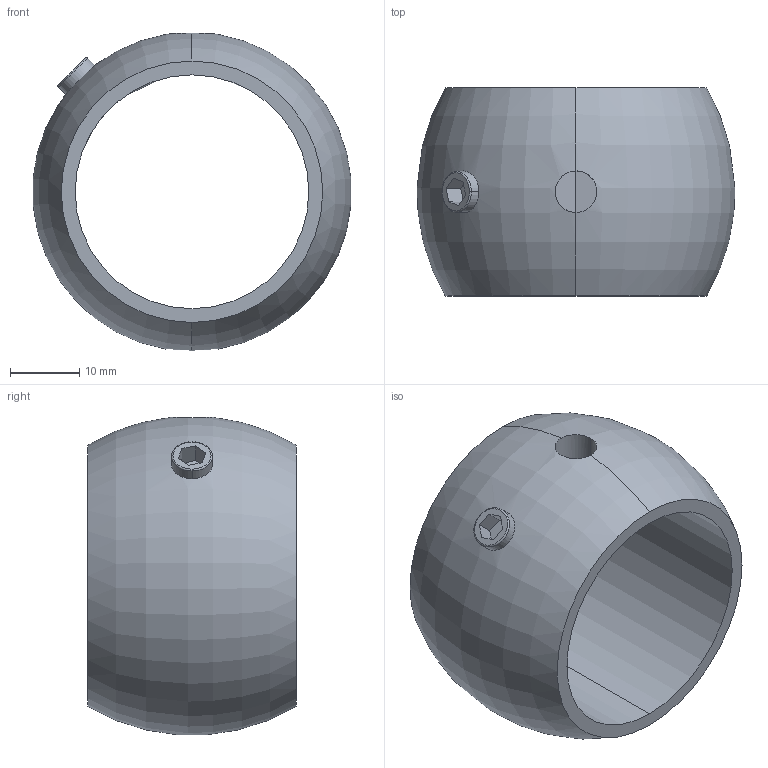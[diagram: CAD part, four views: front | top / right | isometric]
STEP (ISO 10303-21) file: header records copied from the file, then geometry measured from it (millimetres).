
FILE_DESCRIPTION (( 'STEP AP203' ), '1' );
FILE_NAME ('3D_GC2084_33.7_188702660.STEP', '2024-10-15T10:15:43', ( '' ), ( '' ), 'SwSTEP 2.0', 'SolidWorks 2024', '' );
FILE_SCHEMA (( 'CONFIG_CONTROL_DESIGN' ));
Length unit declared in the file: millimetre
Products named in the file (1): 3D_GC2084_33.7_188702660
Bounding box: 45.83 x 30 x 45.76 mm (x, y, z)
Volume: 17374.9 mm3; surface area: 8223.4 mm2
Topology: 2 solids, 2 shells, 27 faces, 66 edges, 42 vertices
Faces by surface type: plane 11, cylinder 8, torus 4, bspline 2, cone 2
Entity records: 2020 total; most frequent: CARTESIAN_POINT 1314, ORIENTED_EDGE 132, DIRECTION 123, EDGE_CURVE 66, AXIS2_PLACEMENT_3D 47, VERTEX_POINT 42, EDGE_LOOP 32, VECTOR 29
